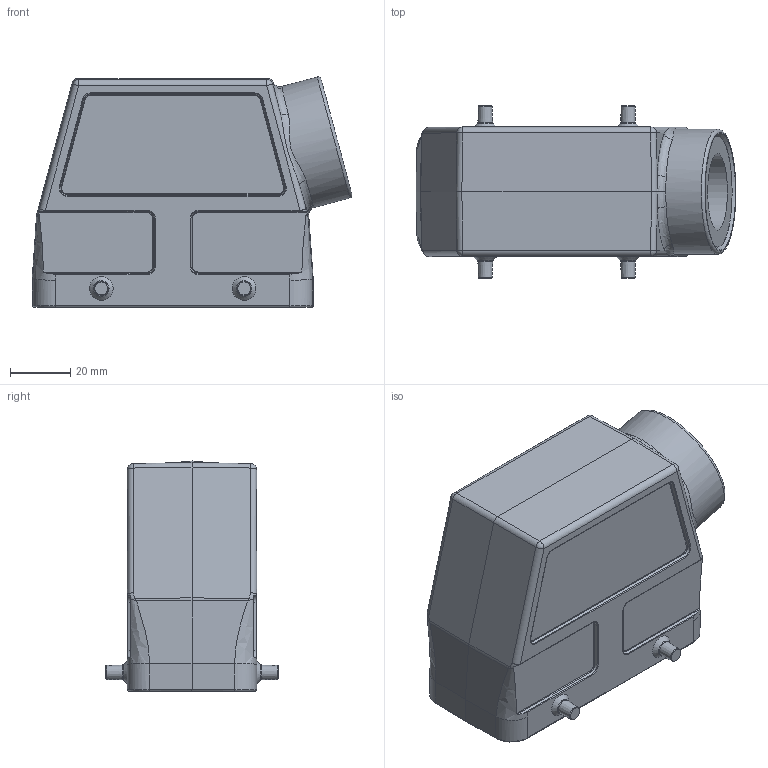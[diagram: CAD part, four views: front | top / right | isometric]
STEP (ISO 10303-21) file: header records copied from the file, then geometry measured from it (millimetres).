
FILE_DESCRIPTION((''),'2;1');
FILE_NAME('05300160560.stp','2020-07-09T12:34:19',('e.eickhoff'),(''),'Autodesk Inventor 2012','Autodesk Inventor 2012','');
FILE_SCHEMA(('AUTOMOTIVE_DESIGN { 1 0 10303 214 1 1 1 1 }'));
Length unit declared in the file: millimetre
Products named in the file (3): 05300160560; M25-PG29 Adapter
Assembly tree (2 placements, depth 2):
  05300160560
    05300160560
    M25-PG29 Adapter
Bounding box: 106.36 x 57.2 x 76.54 mm (x, y, z)
Volume: 81829.9 mm3; surface area: 48538.9 mm2
Topology: 2 solids, 2 shells, 448 faces, 1665 edges, 1824 vertices
Faces by surface type: plane 163, cylinder 129, bspline 66, torus 43, cone 41, sphere 6
Full cylindrical faces by diameter (mm): 3 x4, 25.5 x1, 32 x1, 37 x1, 37.5 x1, 41.65 x1
Entity records: 19965 total; most frequent: CARTESIAN_POINT 6336, DIRECTION 2576, ORIENTED_EDGE 2046, EDGE_CURVE 1023, AXIS2_PLACEMENT_3D 962, VECTOR 652, LINE 652, VERTEX_POINT 634
